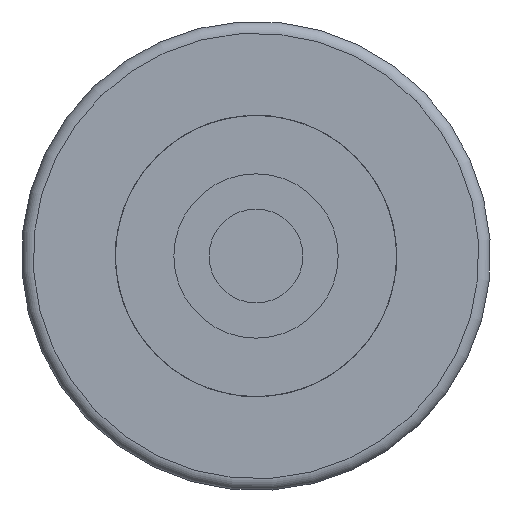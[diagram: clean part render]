
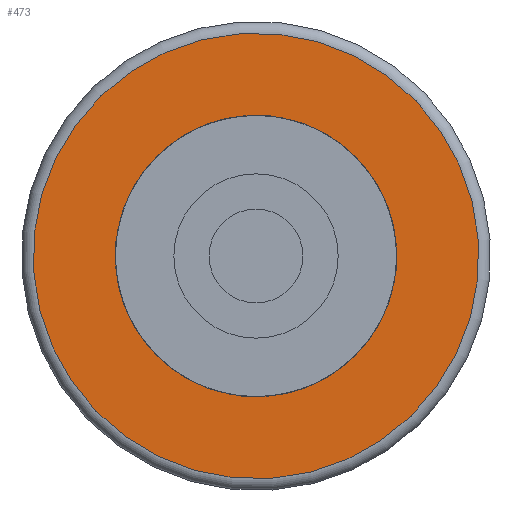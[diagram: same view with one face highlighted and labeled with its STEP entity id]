
A CAD part, front view. The second image highlights one B-rep face of the part: STEP entity #473.
In plain terms, the highlighted planar face has unit normal (0, -1, 0).
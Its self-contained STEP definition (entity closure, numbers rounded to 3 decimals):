
#35=FACE_BOUND('',#127,.T.);
#78=PLANE('',#689);
#93=FACE_OUTER_BOUND('',#126,.T.);
#126=EDGE_LOOP('',(#352));
#127=EDGE_LOOP('',(#353));
#196=CIRCLE('',#682,19.);
#202=CIRCLE('',#690,12.);
#240=VERTEX_POINT('',#970);
#245=VERTEX_POINT('',#984);
#279=EDGE_CURVE('',#240,#240,#196,.T.);
#286=EDGE_CURVE('',#245,#245,#202,.T.);
#352=ORIENTED_EDGE('',*,*,#279,.F.);
#353=ORIENTED_EDGE('',*,*,#286,.T.);
#473=ADVANCED_FACE('',(#93,#35),#78,.T.);
#682=AXIS2_PLACEMENT_3D('',#971,#782,#783);
#689=AXIS2_PLACEMENT_3D('',#983,#797,#798);
#690=AXIS2_PLACEMENT_3D('',#985,#799,#800);
#782=DIRECTION('center_axis',(0.,1.,0.));
#783=DIRECTION('ref_axis',(1.,0.,0.));
#797=DIRECTION('center_axis',(0.,-1.,0.));
#798=DIRECTION('ref_axis',(0.,0.,-1.));
#799=DIRECTION('center_axis',(0.,1.,0.));
#800=DIRECTION('ref_axis',(1.,0.,0.));
#970=CARTESIAN_POINT('',(0.,0.,19.));
#971=CARTESIAN_POINT('Origin',(0.,0.,0.));
#983=CARTESIAN_POINT('Origin',(0.,0.,0.));
#984=CARTESIAN_POINT('',(-12.,0.,0.));
#985=CARTESIAN_POINT('Origin',(0.,0.,0.));
